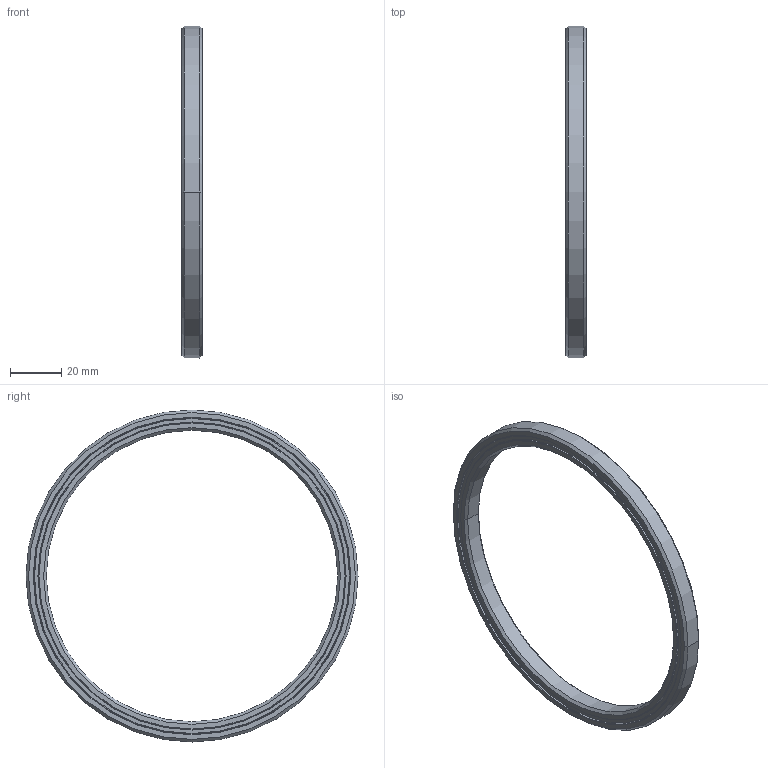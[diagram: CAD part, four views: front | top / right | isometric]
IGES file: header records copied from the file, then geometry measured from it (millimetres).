
Start section: TurboCAD 2018 Professional 25.0, IMSIDesign, LLC
Global section: author: NULL; organization: NULL; date: 20190416.142748; units: inch
Bounding box: 7.94 x 130.18 x 130.18 mm (x, y, z)
Surface area: 23438.1 mm2 (no closed solid volume)
Topology: 0 solids, 0 shells, 397 faces, 2319 edges, 2158 vertices
Faces by surface type: revolution 248, extrusion 149
